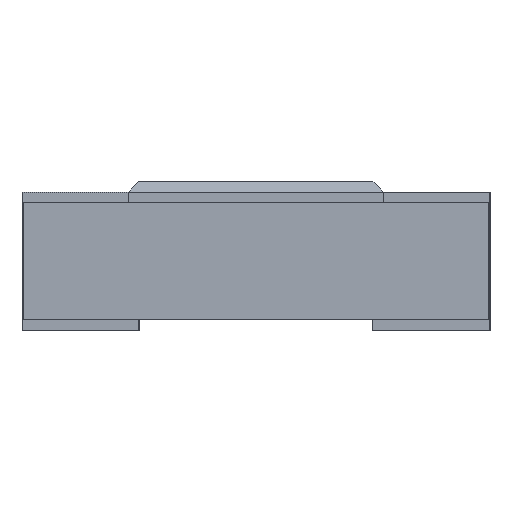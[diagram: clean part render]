
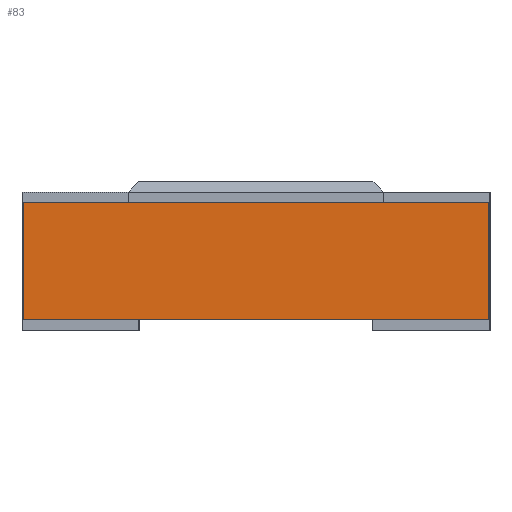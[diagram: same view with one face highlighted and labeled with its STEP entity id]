
A CAD part, left-side view. The second image highlights one B-rep face of the part: STEP entity #83.
In plain terms, the highlighted planar face has unit normal (-1, 0, 0).
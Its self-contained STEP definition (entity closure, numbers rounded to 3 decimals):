
#58 = VERTEX_POINT('',#59);
#59 = CARTESIAN_POINT('',(-2.54,1.095,0.55));
#65 = EDGE_CURVE('',#66,#58,#68,.T.);
#66 = VERTEX_POINT('',#67);
#67 = CARTESIAN_POINT('',(-2.54,1.095,0.));
#68 = LINE('',#69,#70);
#69 = CARTESIAN_POINT('',(-2.54,1.095,0.));
#70 = VECTOR('',#71,1.);
#71 = DIRECTION('',(0.,0.,1.));
#83 = ADVANCED_FACE('',(#84),#109,.F.);
#84 = FACE_BOUND('',#85,.F.);
#85 = EDGE_LOOP('',(#86,#87,#95,#103));
#86 = ORIENTED_EDGE('',*,*,#65,.T.);
#87 = ORIENTED_EDGE('',*,*,#88,.T.);
#88 = EDGE_CURVE('',#58,#89,#91,.T.);
#89 = VERTEX_POINT('',#90);
#90 = CARTESIAN_POINT('',(-2.54,-1.095,0.55));
#91 = LINE('',#92,#93);
#92 = CARTESIAN_POINT('',(-2.54,1.095,0.55));
#93 = VECTOR('',#94,1.);
#94 = DIRECTION('',(0.,-1.,0.));
#95 = ORIENTED_EDGE('',*,*,#96,.F.);
#96 = EDGE_CURVE('',#97,#89,#99,.T.);
#97 = VERTEX_POINT('',#98);
#98 = CARTESIAN_POINT('',(-2.54,-1.095,0.));
#99 = LINE('',#100,#101);
#100 = CARTESIAN_POINT('',(-2.54,-1.095,0.));
#101 = VECTOR('',#102,1.);
#102 = DIRECTION('',(0.,0.,1.));
#103 = ORIENTED_EDGE('',*,*,#104,.F.);
#104 = EDGE_CURVE('',#66,#97,#105,.T.);
#105 = LINE('',#106,#107);
#106 = CARTESIAN_POINT('',(-2.54,1.095,0.));
#107 = VECTOR('',#108,1.);
#108 = DIRECTION('',(0.,-1.,0.));
#109 = PLANE('',#110);
#110 = AXIS2_PLACEMENT_3D('',#111,#112,#113);
#111 = CARTESIAN_POINT('',(-2.54,1.095,0.));
#112 = DIRECTION('',(1.,0.,-0.));
#113 = DIRECTION('',(0.,-1.,0.));
